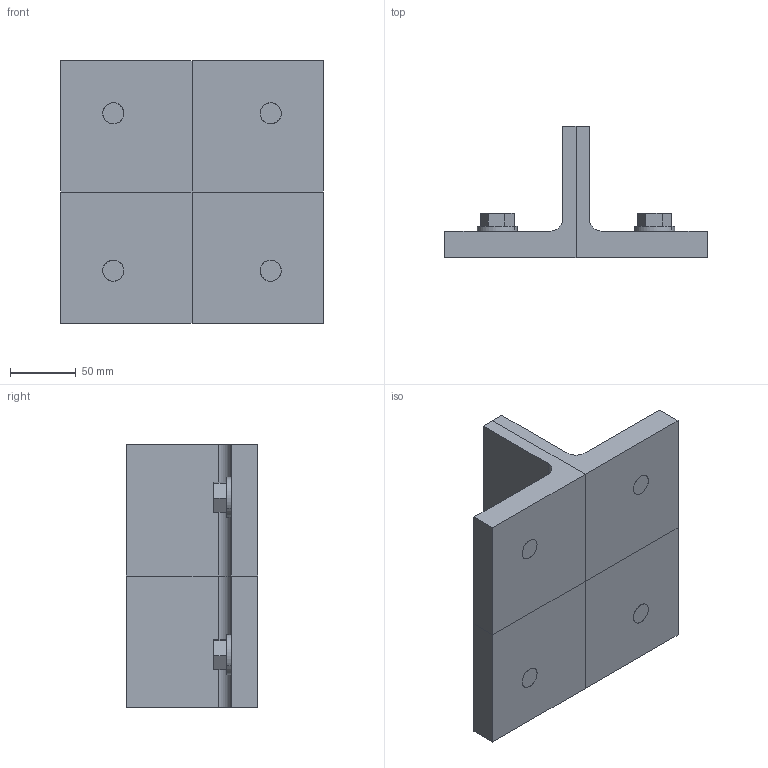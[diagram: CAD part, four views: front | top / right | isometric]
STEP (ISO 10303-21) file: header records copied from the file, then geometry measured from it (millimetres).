
FILE_DESCRIPTION (( 'STEP AP214' ), '1' );
FILE_NAME ('assembly_T.STEP', '', ( '' ), ( '' ), '', '', '' );
FILE_SCHEMA (( 'AUTOMOTIVE_DESIGN' ));
Length unit declared in the file: millimetre
Products named in the file (3): profileT; boltM16; assemblyT
Assembly tree (5 placements, depth 2):
  assemblyT
    profileT
    boltM16  x4
Bounding box: 200 x 100 x 200 mm (x, y, z)
Volume: 1156306.1 mm3; surface area: 197687.6 mm2
Topology: 8 solids, 8 shells, 104 faces, 236 edges, 160 vertices
Faces by surface type: plane 76, cylinder 28
Entity records: 1971 total; most frequent: DIRECTION 326, CARTESIAN_POINT 316, ORIENTED_EDGE 292, EDGE_CURVE 146, AXIS2_PLACEMENT_3D 110, VECTOR 106, LINE 106, VERTEX_POINT 100
